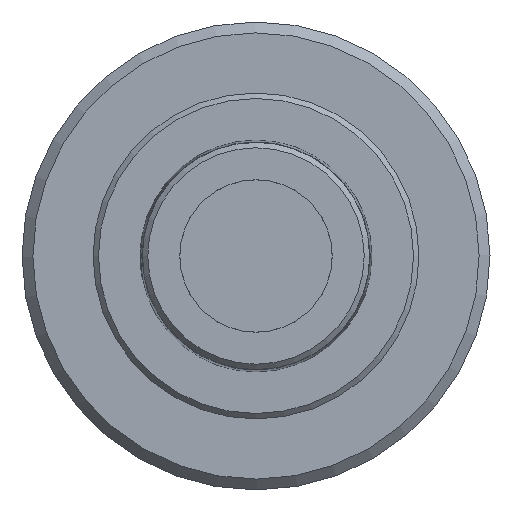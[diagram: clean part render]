
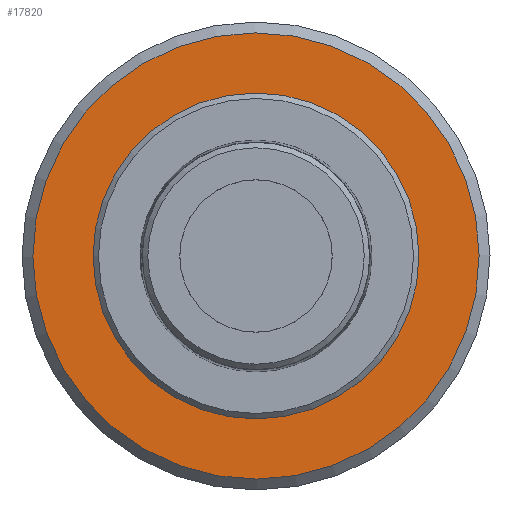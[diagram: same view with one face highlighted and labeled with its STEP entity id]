
A CAD part, left-side view. The second image highlights one B-rep face of the part: STEP entity #17820.
In plain terms, the highlighted planar face has unit normal (-1, 0, 0).
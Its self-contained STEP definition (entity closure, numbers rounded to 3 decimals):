
#228=FACE_BOUND('',#2835,.T.);
#1017=PLANE('',#18984);
#1784=FACE_OUTER_BOUND('',#2834,.T.);
#2834=EDGE_LOOP('',(#15251));
#2835=EDGE_LOOP('',(#15252));
#3498=CIRCLE('',#18982,29.532);
#3500=CIRCLE('',#18985,41.);
#8156=VERTEX_POINT('',#51065);
#8157=VERTEX_POINT('',#51070);
#10616=EDGE_CURVE('',#8156,#8156,#3498,.T.);
#10618=EDGE_CURVE('',#8157,#8157,#3500,.T.);
#15251=ORIENTED_EDGE('',*,*,#10618,.F.);
#15252=ORIENTED_EDGE('',*,*,#10616,.T.);
#17820=ADVANCED_FACE('',(#1784,#228),#1017,.T.);
#18982=AXIS2_PLACEMENT_3D('',#51067,#21338,#21339);
#18984=AXIS2_PLACEMENT_3D('',#51069,#21342,#21343);
#18985=AXIS2_PLACEMENT_3D('',#51071,#21344,#21345);
#21338=DIRECTION('center_axis',(1.,0.,0.));
#21339=DIRECTION('ref_axis',(0.,0.,-1.));
#21342=DIRECTION('center_axis',(-1.,0.,0.));
#21343=DIRECTION('ref_axis',(0.,0.,1.));
#21344=DIRECTION('center_axis',(1.,0.,0.));
#21345=DIRECTION('ref_axis',(0.,0.,-1.));
#51065=CARTESIAN_POINT('',(-17.1,0.,29.532));
#51067=CARTESIAN_POINT('Origin',(-17.1,0.,0.));
#51069=CARTESIAN_POINT('Origin',(-17.1,41.,0.));
#51070=CARTESIAN_POINT('',(-17.1,-41.,0.));
#51071=CARTESIAN_POINT('Origin',(-17.1,0.,0.));
